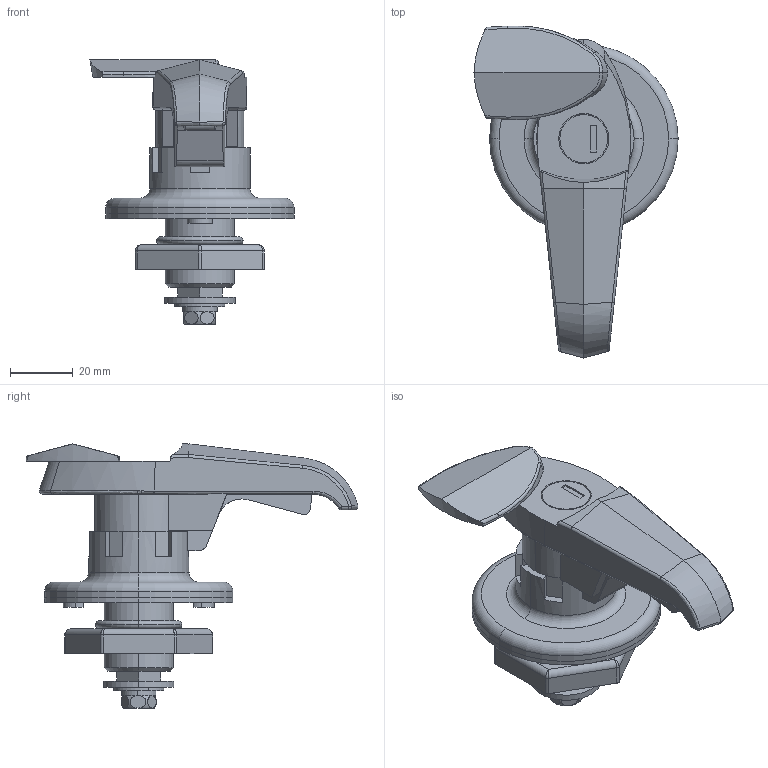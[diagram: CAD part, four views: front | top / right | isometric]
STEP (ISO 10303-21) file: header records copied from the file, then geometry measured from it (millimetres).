
FILE_DESCRIPTION (( 'STEP AP203' ), '1' );
FILE_NAME ('sone3D.STEP', '2016-03-02T06:43:42', ( '' ), ( '' ), 'SwSTEP 2.0', 'SolidWorks 2012', '' );
FILE_SCHEMA (( 'CONFIG_CONTROL_DESIGN' ));
Length unit declared in the file: millimetre
Products named in the file (11): sone3D; ダミーローター__#TAK60-4_; A-1140-W-3平ワッシャー_; A-1140-W-3角穴スペーサ__t2.0; A-1140-W-3M6僱僕__M6亊14; A-1140-W-3リングワッシャー_; A-1140-W-3六角ナット_; A-1140-W-3僷僢僉儞_; A-1140-W-3受座_; A-1140-W-3蓋__-1-2(鍵無し); A-1140-W-3本体__-3-1(鍵付き)
Assembly tree (10 placements, depth 2):
  sone3D
    A-1140-W-3本体__-3-1(鍵付き)
    A-1140-W-3蓋__-1-2(鍵無し)
    A-1140-W-3受座_
    A-1140-W-3僷僢僉儞_
    A-1140-W-3六角ナット_
    A-1140-W-3リングワッシャー_
    A-1140-W-3M6僱僕__M6亊14
    A-1140-W-3角穴スペーサ__t2.0
    A-1140-W-3平ワッシャー_
    ダミーローター__#TAK60-4_
Bounding box: 65 x 105.64 x 84.1 mm (x, y, z)
Volume: 87200 mm3; surface area: 40819.8 mm2
Topology: 10 solids, 10 shells, 291 faces, 683 edges, 427 vertices
Faces by surface type: plane 135, cylinder 95, bspline 36, torus 14, cone 6, sphere 5
Entity records: 11027 total; most frequent: CARTESIAN_POINT 3406, ORIENTED_EDGE 1354, DIRECTION 1320, EDGE_CURVE 677, AXIS2_PLACEMENT_3D 491, VERTEX_POINT 427, LINE 338, VECTOR 338
